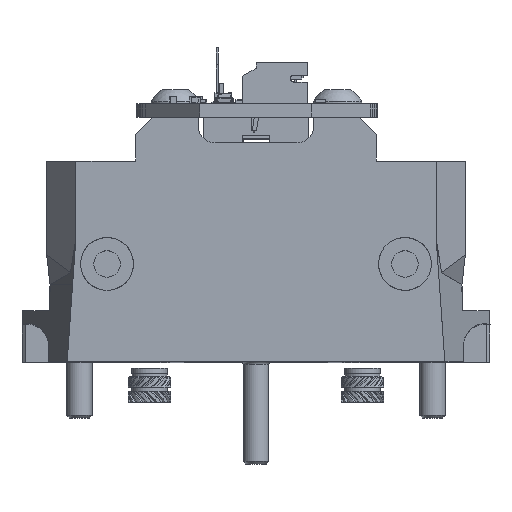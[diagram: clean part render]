
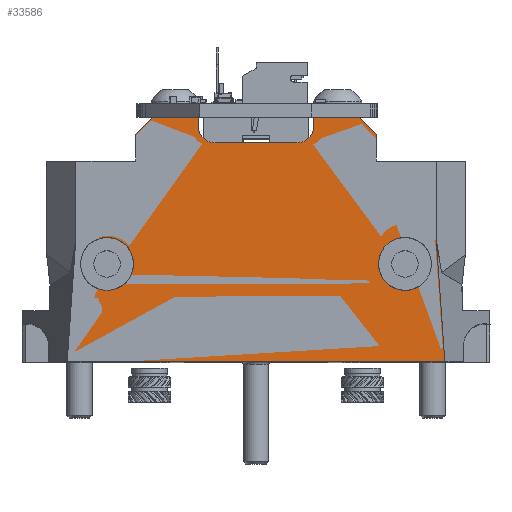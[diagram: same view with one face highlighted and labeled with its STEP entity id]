
A CAD part, top view. The second image highlights one B-rep face of the part: STEP entity #33586.
In plain terms, the highlighted face is planar.
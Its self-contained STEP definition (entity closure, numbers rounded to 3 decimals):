
#1383=FACE_BOUND('',#6416,.T.);
#1384=FACE_BOUND('',#6417,.T.);
#2492=PLANE('',#36226);
#4506=FACE_OUTER_BOUND('',#6415,.T.);
#6415=EDGE_LOOP('',(#30034,#30035,#30036,#30037,#30038,#30039,#30040,#30041,
#30042,#30043,#30044,#30045,#30046,#30047,#30048,#30049,#30050,#30051,#30052,
#30053,#30054));
#6416=EDGE_LOOP('',(#30055));
#6417=EDGE_LOOP('',(#30056,#30057,#30058));
#9663=LINE('',#59171,#13375);
#9682=LINE('',#59215,#13394);
#9691=LINE('',#59233,#13403);
#9698=LINE('',#59248,#13410);
#9699=LINE('',#59250,#13411);
#9700=LINE('',#59252,#13412);
#9701=LINE('',#59254,#13413);
#9702=LINE('',#59256,#13414);
#9703=LINE('',#59258,#13415);
#9704=LINE('',#59260,#13416);
#9705=LINE('',#59262,#13417);
#9706=LINE('',#59264,#13418);
#9707=LINE('',#59266,#13419);
#9708=LINE('',#59268,#13420);
#9709=LINE('',#59272,#13421);
#9710=LINE('',#59276,#13422);
#9711=LINE('',#59278,#13423);
#9712=LINE('',#59280,#13424);
#9713=LINE('',#59281,#13425);
#9714=LINE('',#59289,#13426);
#13375=VECTOR('',#43467,10.);
#13394=VECTOR('',#43502,10.);
#13403=VECTOR('',#43519,10.);
#13410=VECTOR('',#43530,10.);
#13411=VECTOR('',#43531,10.);
#13412=VECTOR('',#43532,10.);
#13413=VECTOR('',#43533,10.);
#13414=VECTOR('',#43534,10.);
#13415=VECTOR('',#43535,10.);
#13416=VECTOR('',#43536,10.);
#13417=VECTOR('',#43537,10.);
#13418=VECTOR('',#43538,10.);
#13419=VECTOR('',#43539,10.);
#13420=VECTOR('',#43540,10.);
#13421=VECTOR('',#43543,10.);
#13422=VECTOR('',#43546,10.);
#13423=VECTOR('',#43547,10.);
#13424=VECTOR('',#43548,10.);
#13425=VECTOR('',#43549,10.);
#13426=VECTOR('',#43556,10.);
#14772=CIRCLE('',#36227,2.);
#14773=CIRCLE('',#36228,2.);
#14774=CIRCLE('',#36229,3.1);
#14775=CIRCLE('',#36230,3.1);
#14776=CIRCLE('',#36231,3.1);
#17244=VERTEX_POINT('',#59167);
#17246=VERTEX_POINT('',#59170);
#17263=VERTEX_POINT('',#59213);
#17268=VERTEX_POINT('',#59231);
#17274=VERTEX_POINT('',#59247);
#17275=VERTEX_POINT('',#59249);
#17276=VERTEX_POINT('',#59251);
#17277=VERTEX_POINT('',#59253);
#17278=VERTEX_POINT('',#59255);
#17279=VERTEX_POINT('',#59257);
#17280=VERTEX_POINT('',#59259);
#17281=VERTEX_POINT('',#59261);
#17282=VERTEX_POINT('',#59263);
#17283=VERTEX_POINT('',#59265);
#17284=VERTEX_POINT('',#59267);
#17285=VERTEX_POINT('',#59269);
#17286=VERTEX_POINT('',#59271);
#17287=VERTEX_POINT('',#59273);
#17288=VERTEX_POINT('',#59275);
#17289=VERTEX_POINT('',#59277);
#17290=VERTEX_POINT('',#59279);
#17291=VERTEX_POINT('',#59282);
#17292=VERTEX_POINT('',#59284);
#17293=VERTEX_POINT('',#59285);
#17294=VERTEX_POINT('',#59287);
#21594=EDGE_CURVE('',#17246,#17244,#9663,.T.);
#21616=EDGE_CURVE('',#17263,#17244,#9682,.F.);
#21625=EDGE_CURVE('',#17263,#17268,#9691,.T.);
#21632=EDGE_CURVE('',#17268,#17274,#9698,.F.);
#21633=EDGE_CURVE('',#17275,#17274,#9699,.T.);
#21634=EDGE_CURVE('',#17276,#17275,#9700,.F.);
#21635=EDGE_CURVE('',#17276,#17277,#9701,.T.);
#21636=EDGE_CURVE('',#17278,#17277,#9702,.T.);
#21637=EDGE_CURVE('',#17278,#17279,#9703,.F.);
#21638=EDGE_CURVE('',#17279,#17280,#9704,.T.);
#21639=EDGE_CURVE('',#17281,#17280,#9705,.F.);
#21640=EDGE_CURVE('',#17282,#17281,#9706,.F.);
#21641=EDGE_CURVE('',#17283,#17282,#9707,.F.);
#21642=EDGE_CURVE('',#17283,#17284,#9708,.T.);
#21643=EDGE_CURVE('',#17285,#17284,#14772,.F.);
#21644=EDGE_CURVE('',#17285,#17286,#9709,.F.);
#21645=EDGE_CURVE('',#17286,#17287,#14773,.F.);
#21646=EDGE_CURVE('',#17288,#17287,#9710,.T.);
#21647=EDGE_CURVE('',#17288,#17289,#9711,.F.);
#21648=EDGE_CURVE('',#17289,#17290,#9712,.F.);
#21649=EDGE_CURVE('',#17290,#17246,#9713,.F.);
#21650=EDGE_CURVE('',#17291,#17291,#14774,.T.);
#21651=EDGE_CURVE('',#17292,#17293,#14775,.T.);
#21652=EDGE_CURVE('',#17293,#17294,#14776,.T.);
#21653=EDGE_CURVE('',#17294,#17292,#9714,.T.);
#30034=ORIENTED_EDGE('',*,*,#21632,.T.);
#30035=ORIENTED_EDGE('',*,*,#21633,.F.);
#30036=ORIENTED_EDGE('',*,*,#21634,.F.);
#30037=ORIENTED_EDGE('',*,*,#21635,.T.);
#30038=ORIENTED_EDGE('',*,*,#21636,.F.);
#30039=ORIENTED_EDGE('',*,*,#21637,.T.);
#30040=ORIENTED_EDGE('',*,*,#21638,.T.);
#30041=ORIENTED_EDGE('',*,*,#21639,.F.);
#30042=ORIENTED_EDGE('',*,*,#21640,.F.);
#30043=ORIENTED_EDGE('',*,*,#21641,.F.);
#30044=ORIENTED_EDGE('',*,*,#21642,.T.);
#30045=ORIENTED_EDGE('',*,*,#21643,.F.);
#30046=ORIENTED_EDGE('',*,*,#21644,.T.);
#30047=ORIENTED_EDGE('',*,*,#21645,.T.);
#30048=ORIENTED_EDGE('',*,*,#21646,.F.);
#30049=ORIENTED_EDGE('',*,*,#21647,.T.);
#30050=ORIENTED_EDGE('',*,*,#21648,.T.);
#30051=ORIENTED_EDGE('',*,*,#21649,.T.);
#30052=ORIENTED_EDGE('',*,*,#21594,.T.);
#30053=ORIENTED_EDGE('',*,*,#21616,.F.);
#30054=ORIENTED_EDGE('',*,*,#21625,.T.);
#30055=ORIENTED_EDGE('',*,*,#21650,.T.);
#30056=ORIENTED_EDGE('',*,*,#21651,.T.);
#30057=ORIENTED_EDGE('',*,*,#21652,.T.);
#30058=ORIENTED_EDGE('',*,*,#21653,.T.);
#33586=ADVANCED_FACE('',(#4506,#1383,#1384),#2492,.T.);
#36226=AXIS2_PLACEMENT_3D('',#59246,#43528,#43529);
#36227=AXIS2_PLACEMENT_3D('',#59270,#43541,#43542);
#36228=AXIS2_PLACEMENT_3D('',#59274,#43544,#43545);
#36229=AXIS2_PLACEMENT_3D('',#59283,#43550,#43551);
#36230=AXIS2_PLACEMENT_3D('',#59286,#43552,#43553);
#36231=AXIS2_PLACEMENT_3D('',#59288,#43554,#43555);
#43467=DIRECTION('',(-1.,0.,0.));
#43502=DIRECTION('',(0.,0.,-1.));
#43519=DIRECTION('',(-0.07,0.,-0.998));
#43528=DIRECTION('center_axis',(0.,-1.,0.));
#43529=DIRECTION('ref_axis',(1.,0.,0.));
#43530=DIRECTION('',(0.07,0.,0.998));
#43531=DIRECTION('',(-1.,0.,0.));
#43532=DIRECTION('',(-0.07,0.,0.998));
#43533=DIRECTION('',(-0.496,0.,0.868));
#43534=DIRECTION('',(0.07,0.,-0.998));
#43535=DIRECTION('',(0.,0.,-1.));
#43536=DIRECTION('',(-1.,0.,0.));
#43537=DIRECTION('',(0.,0.,1.));
#43538=DIRECTION('',(-0.707,0.,0.707));
#43539=DIRECTION('',(-1.,0.,0.));
#43540=DIRECTION('',(0.,0.,-1.));
#43541=DIRECTION('center_axis',(0.,1.,0.));
#43542=DIRECTION('ref_axis',(0.707,0.,-0.707));
#43543=DIRECTION('',(1.,0.,0.));
#43544=DIRECTION('center_axis',(0.,-1.,0.));
#43545=DIRECTION('ref_axis',(-0.707,0.,-0.707));
#43546=DIRECTION('',(0.,0.,-1.));
#43547=DIRECTION('',(1.,0.,0.));
#43548=DIRECTION('',(0.707,0.,0.707));
#43549=DIRECTION('',(0.,0.,1.));
#43550=DIRECTION('center_axis',(0.,1.,0.));
#43551=DIRECTION('ref_axis',(-1.,0.,0.));
#43552=DIRECTION('center_axis',(0.,1.,0.));
#43553=DIRECTION('ref_axis',(1.,0.,0.));
#43554=DIRECTION('center_axis',(0.,1.,0.));
#43555=DIRECTION('ref_axis',(0.,0.,
1.));
#43556=DIRECTION('',(1.,0.,0.));
#59167=CARTESIAN_POINT('',(-21.171,-159.204,105.496));
#59170=CARTESIAN_POINT('',(-14.138,-159.204,105.496));
#59171=CARTESIAN_POINT('',(-9.195,-159.204,105.496));
#59213=CARTESIAN_POINT('',(-21.171,-159.204,96.301));
#59215=CARTESIAN_POINT('',(-21.171,-159.204,99.425));
#59231=CARTESIAN_POINT('',(-21.543,-159.204,90.991));
#59233=CARTESIAN_POINT('',(-21.045,-159.204,98.088));
#59246=CARTESIAN_POINT('Origin',(-13.5,-159.204,76.912));
#59247=CARTESIAN_POINT('',(-22.18,-159.204,81.912));
#59248=CARTESIAN_POINT('',(-21.712,-159.204,88.589));
#59249=CARTESIAN_POINT('',(22.181,-159.204,81.912));
#59250=CARTESIAN_POINT('',(7.091,-159.204,81.912));
#59251=CARTESIAN_POINT('',(21.173,-159.204,96.281));
#59252=CARTESIAN_POINT('',(21.713,-159.204,88.589));
#59253=CARTESIAN_POINT('',(21.172,-159.204,96.281));
#59254=CARTESIAN_POINT('',(21.025,-159.204,96.539));
#59255=CARTESIAN_POINT('',(21.171,-159.204,96.301));
#59256=CARTESIAN_POINT('',(21.045,-159.204,98.088));
#59257=CARTESIAN_POINT('',(21.171,-159.204,105.496));
#59258=CARTESIAN_POINT('',(21.171,-159.204,99.425));
#59259=CARTESIAN_POINT('',(14.139,-159.204,105.496));
#59260=CARTESIAN_POINT('',(9.195,-159.204,105.496));
#59261=CARTESIAN_POINT('',(14.139,-159.204,108.636));
#59262=CARTESIAN_POINT('',(14.139,-159.204,90.6));
#59263=CARTESIAN_POINT('',(12.139,-159.204,110.636));
#59264=CARTESIAN_POINT('',(14.66,-159.204,108.115));
#59265=CARTESIAN_POINT('',(6.812,-159.204,110.636));
#59266=CARTESIAN_POINT('',(-6.75,-159.204,110.636));
#59267=CARTESIAN_POINT('',(6.812,-159.204,109.63));
#59268=CARTESIAN_POINT('',(6.812,-159.204,90.6));
#59269=CARTESIAN_POINT('',(4.812,-159.204,107.63));
#59270=CARTESIAN_POINT('Origin',(4.812,-159.204,109.63));
#59271=CARTESIAN_POINT('',(-4.811,-159.204,107.63));
#59272=CARTESIAN_POINT('',(12.042,-159.204,107.63));
#59273=CARTESIAN_POINT('',(-6.811,-159.204,109.63));
#59274=CARTESIAN_POINT('Origin',(-4.811,-159.204,109.63));
#59275=CARTESIAN_POINT('',(-6.811,-159.204,110.636));
#59276=CARTESIAN_POINT('',(-6.811,-159.204,90.6));
#59277=CARTESIAN_POINT('',(-12.138,-159.204,110.636));
#59278=CARTESIAN_POINT('',(6.751,-159.204,110.636));
#59279=CARTESIAN_POINT('',(-14.138,-159.204,108.636));
#59280=CARTESIAN_POINT('',(-14.66,-159.204,108.115));
#59281=CARTESIAN_POINT('',(-14.138,-159.204,90.6));
#59282=CARTESIAN_POINT('',(-14.4,-159.204,93.41));
#59283=CARTESIAN_POINT('Origin',(-17.5,-159.204,93.41));
#59284=CARTESIAN_POINT('',(19.439,-159.204,90.991));
#59285=CARTESIAN_POINT('',(17.5,-159.204,96.51));
#59286=CARTESIAN_POINT('Origin',(17.5,-159.204,93.41));
#59287=CARTESIAN_POINT('',(19.438,-159.204,90.991));
#59288=CARTESIAN_POINT('Origin',(17.5,-159.204,93.41));
#59289=CARTESIAN_POINT('',(9.195,-159.204,90.991));
